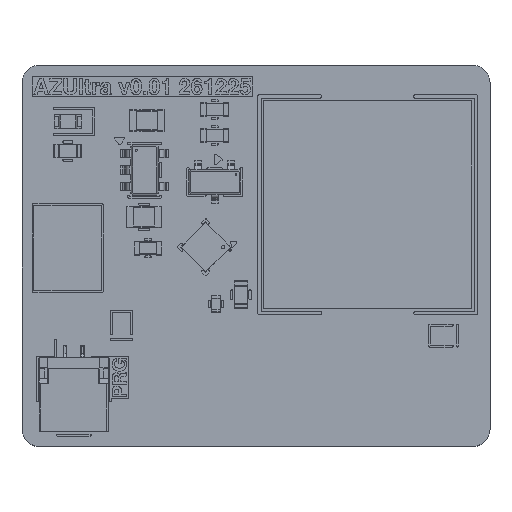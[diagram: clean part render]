
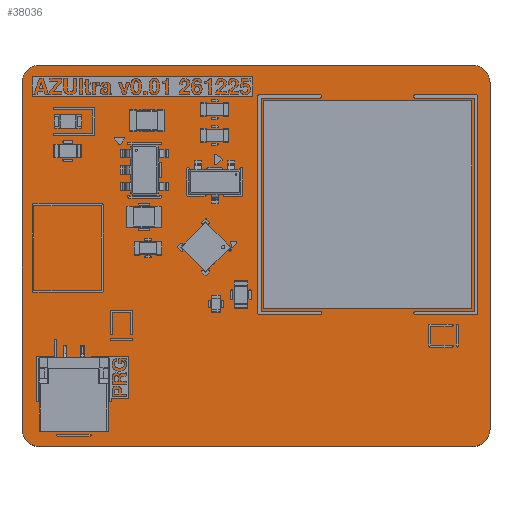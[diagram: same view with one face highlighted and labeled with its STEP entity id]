
A CAD part, top view. The second image highlights one B-rep face of the part: STEP entity #38036.
In plain terms, the highlighted planar face has unit normal (0, 0, 1).
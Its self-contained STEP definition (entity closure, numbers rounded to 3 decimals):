
#37771 = VERTEX_POINT('',#37772);
#37772 = CARTESIAN_POINT('',(12.5,11.,1.51));
#37778 = EDGE_CURVE('',#37771,#37779,#37781,.T.);
#37779 = VERTEX_POINT('',#37780);
#37780 = CARTESIAN_POINT('',(13.5,10.,1.51));
#37781 = CIRCLE('',#37782,1.);
#37782 = AXIS2_PLACEMENT_3D('',#37783,#37784,#37785);
#37783 = CARTESIAN_POINT('',(12.5,10.,1.51));
#37784 = DIRECTION('',(0.,0.,-1.));
#37785 = DIRECTION('',(0.,1.,0.));
#37811 = EDGE_CURVE('',#37779,#37812,#37814,.T.);
#37812 = VERTEX_POINT('',#37813);
#37813 = CARTESIAN_POINT('',(13.5,-10.,1.51));
#37814 = LINE('',#37815,#37816);
#37815 = CARTESIAN_POINT('',(13.5,10.,1.51));
#37816 = VECTOR('',#37817,1.);
#37817 = DIRECTION('',(0.,-1.,0.));
#37842 = EDGE_CURVE('',#37812,#37843,#37845,.T.);
#37843 = VERTEX_POINT('',#37844);
#37844 = CARTESIAN_POINT('',(12.5,-11.,1.51));
#37845 = CIRCLE('',#37846,1.);
#37846 = AXIS2_PLACEMENT_3D('',#37847,#37848,#37849);
#37847 = CARTESIAN_POINT('',(12.5,-10.,1.51));
#37848 = DIRECTION('',(0.,0.,-1.));
#37849 = DIRECTION('',(1.,0.,0.));
#37875 = EDGE_CURVE('',#37843,#37876,#37878,.T.);
#37876 = VERTEX_POINT('',#37877);
#37877 = CARTESIAN_POINT('',(-12.5,-11.,1.51));
#37878 = LINE('',#37879,#37880);
#37879 = CARTESIAN_POINT('',(12.5,-11.,1.51));
#37880 = VECTOR('',#37881,1.);
#37881 = DIRECTION('',(-1.,0.,0.));
#37906 = EDGE_CURVE('',#37876,#37907,#37909,.T.);
#37907 = VERTEX_POINT('',#37908);
#37908 = CARTESIAN_POINT('',(-13.5,-10.,1.51));
#37909 = CIRCLE('',#37910,1.);
#37910 = AXIS2_PLACEMENT_3D('',#37911,#37912,#37913);
#37911 = CARTESIAN_POINT('',(-12.5,-10.,1.51));
#37912 = DIRECTION('',(0.,0.,-1.));
#37913 = DIRECTION('',(0.,-1.,0.));
#37939 = EDGE_CURVE('',#37907,#37940,#37942,.T.);
#37940 = VERTEX_POINT('',#37941);
#37941 = CARTESIAN_POINT('',(-13.5,10.,1.51));
#37942 = LINE('',#37943,#37944);
#37943 = CARTESIAN_POINT('',(-13.5,-10.,1.51));
#37944 = VECTOR('',#37945,1.);
#37945 = DIRECTION('',(0.,1.,0.));
#37970 = EDGE_CURVE('',#37940,#37971,#37973,.T.);
#37971 = VERTEX_POINT('',#37972);
#37972 = CARTESIAN_POINT('',(-12.5,11.,1.51));
#37973 = CIRCLE('',#37974,1.);
#37974 = AXIS2_PLACEMENT_3D('',#37975,#37976,#37977);
#37975 = CARTESIAN_POINT('',(-12.5,10.,1.51));
#37976 = DIRECTION('',(0.,0.,-1.));
#37977 = DIRECTION('',(-1.,0.,-0.));
#38003 = EDGE_CURVE('',#37971,#37771,#38004,.T.);
#38004 = LINE('',#38005,#38006);
#38005 = CARTESIAN_POINT('',(-12.5,11.,1.51));
#38006 = VECTOR('',#38007,1.);
#38007 = DIRECTION('',(1.,0.,0.));
#38036 = ADVANCED_FACE('',(#38037),#38047,.T.);
#38037 = FACE_BOUND('',#38038,.F.);
#38038 = EDGE_LOOP('',(#38039,#38040,#38041,#38042,#38043,#38044,#38045,
    #38046));
#38039 = ORIENTED_EDGE('',*,*,#37778,.T.);
#38040 = ORIENTED_EDGE('',*,*,#37811,.T.);
#38041 = ORIENTED_EDGE('',*,*,#37842,.T.);
#38042 = ORIENTED_EDGE('',*,*,#37875,.T.);
#38043 = ORIENTED_EDGE('',*,*,#37906,.T.);
#38044 = ORIENTED_EDGE('',*,*,#37939,.T.);
#38045 = ORIENTED_EDGE('',*,*,#37970,.T.);
#38046 = ORIENTED_EDGE('',*,*,#38003,.T.);
#38047 = PLANE('',#38048);
#38048 = AXIS2_PLACEMENT_3D('',#38049,#38050,#38051);
#38049 = CARTESIAN_POINT('',(0.,0.,1.51));
#38050 = DIRECTION('',(0.,0.,1.));
#38051 = DIRECTION('',(1.,0.,-0.));
